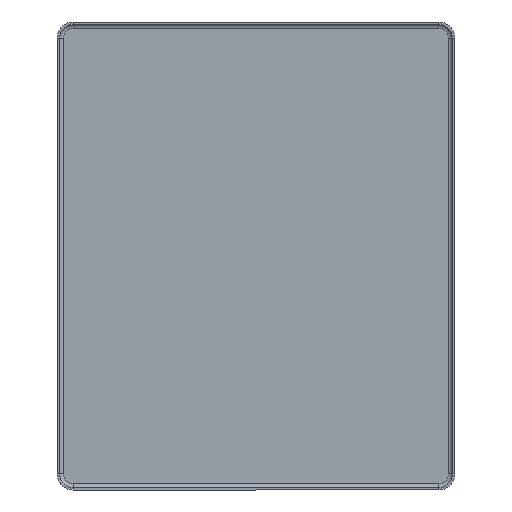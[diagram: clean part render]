
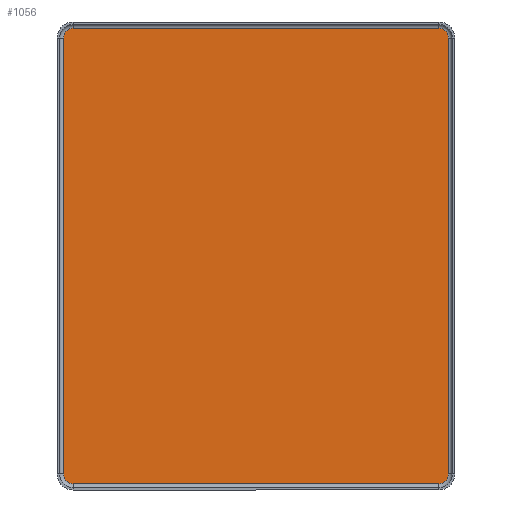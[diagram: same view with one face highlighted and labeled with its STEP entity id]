
A CAD part, front view. The second image highlights one B-rep face of the part: STEP entity #1056.
In plain terms, the highlighted planar face has unit normal (0, -1, 0).
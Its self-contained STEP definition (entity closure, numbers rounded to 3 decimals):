
#24 = DIRECTION ( 'NONE',  ( 0., 0., -1. ) ) ;
#25 = DIRECTION ( 'NONE',  ( 0., 1., 0. ) ) ;
#33 = CIRCLE ( 'NONE', #578, 1.2 ) ;
#49 = DIRECTION ( 'NONE',  ( 0., 1., 0. ) ) ;
#78 = CARTESIAN_POINT ( 'NONE',  ( 24.05, -0.3, -27.25 ) ) ;
#89 = VECTOR ( 'NONE', #456, 1000. ) ;
#96 = DIRECTION ( 'NONE',  ( 0., 0., 1. ) ) ;
#98 = ORIENTED_EDGE ( 'NONE', *, *, #987, .F. ) ;
#99 = VECTOR ( 'NONE', #483, 1000. ) ;
#108 = CARTESIAN_POINT ( 'NONE',  ( 22.85, -0.3, 27.25 ) ) ;
#115 = CIRCLE ( 'NONE', #932, 1.2 ) ;
#117 = LINE ( 'NONE', #727, #570 ) ;
#132 = EDGE_CURVE ( 'NONE', #144, #647, #115, .T. ) ;
#144 = VERTEX_POINT ( 'NONE', #243 ) ;
#149 = ORIENTED_EDGE ( 'NONE', *, *, #132, .F. ) ;
#155 = DIRECTION ( 'NONE',  ( 0., 0., 1. ) ) ;
#172 = EDGE_CURVE ( 'NONE', #527, #489, #714, .T. ) ;
#173 = VERTEX_POINT ( 'NONE', #516 ) ;
#226 = AXIS2_PLACEMENT_3D ( 'NONE', #306, #25, #96 ) ;
#243 = CARTESIAN_POINT ( 'NONE',  ( -24.05, -0.3, 27.25 ) ) ;
#271 = CARTESIAN_POINT ( 'NONE',  ( 22.85, -0.3, 27.25 ) ) ;
#282 = VERTEX_POINT ( 'NONE', #832 ) ;
#299 = CARTESIAN_POINT ( 'NONE',  ( -22.85, -0.3, 28.45 ) ) ;
#306 = CARTESIAN_POINT ( 'NONE',  ( 22.85, -0.3, -27.25 ) ) ;
#318 = AXIS2_PLACEMENT_3D ( 'NONE', #959, #1054, #155 ) ;
#321 = EDGE_LOOP ( 'NONE', ( #98, #518, #149, #520, #1108, #1026, #557, #340 ) ) ;
#340 = ORIENTED_EDGE ( 'NONE', *, *, #620, .F. ) ;
#396 = EDGE_CURVE ( 'NONE', #489, #144, #787, .T. ) ;
#445 = LINE ( 'NONE', #988, #89 ) ;
#456 = DIRECTION ( 'NONE',  ( -1., 0., 0. ) ) ;
#461 = DIRECTION ( 'NONE',  ( 0., 0., 1. ) ) ;
#467 = CARTESIAN_POINT ( 'NONE',  ( -22.85, -0.3, -28.45 ) ) ;
#483 = DIRECTION ( 'NONE',  ( 1., 0., 0. ) ) ;
#489 = VERTEX_POINT ( 'NONE', #818 ) ;
#509 = FACE_OUTER_BOUND ( 'NONE', #321, .T. ) ;
#516 = CARTESIAN_POINT ( 'NONE',  ( 22.85, -0.3, -28.45 ) ) ;
#518 = ORIENTED_EDGE ( 'NONE', *, *, #645, .F. ) ;
#520 = ORIENTED_EDGE ( 'NONE', *, *, #396, .F. ) ;
#527 = VERTEX_POINT ( 'NONE', #467 ) ;
#557 = ORIENTED_EDGE ( 'NONE', *, *, #1120, .F. ) ;
#558 = DIRECTION ( 'NONE',  ( 0., -1., 0. ) ) ;
#568 = DIRECTION ( 'NONE',  ( 0., 0., -1. ) ) ;
#570 = VECTOR ( 'NONE', #24, 1000. ) ;
#578 = AXIS2_PLACEMENT_3D ( 'NONE', #271, #640, #461 ) ;
#595 = EDGE_CURVE ( 'NONE', #173, #527, #445, .T. ) ;
#602 = VECTOR ( 'NONE', #967, 1000. ) ;
#620 = EDGE_CURVE ( 'NONE', #1131, #909, #117, .T. ) ;
#640 = DIRECTION ( 'NONE',  ( 0., 1., 0. ) ) ;
#645 = EDGE_CURVE ( 'NONE', #647, #282, #954, .T. ) ;
#647 = VERTEX_POINT ( 'NONE', #732 ) ;
#684 = DIRECTION ( 'NONE',  ( 0., 0., 1. ) ) ;
#714 = CIRCLE ( 'NONE', #318, 1.2 ) ;
#727 = CARTESIAN_POINT ( 'NONE',  ( 24.05, -0.3, 27.25 ) ) ;
#732 = CARTESIAN_POINT ( 'NONE',  ( -22.85, -0.3, 28.45 ) ) ;
#738 = PLANE ( 'NONE',  #827 ) ;
#787 = LINE ( 'NONE', #980, #602 ) ;
#793 = CIRCLE ( 'NONE', #226, 1.2 ) ;
#818 = CARTESIAN_POINT ( 'NONE',  ( -24.05, -0.3, -27.25 ) ) ;
#827 = AXIS2_PLACEMENT_3D ( 'NONE', #108, #558, #568 ) ;
#832 = CARTESIAN_POINT ( 'NONE',  ( 22.85, -0.3, 28.45 ) ) ;
#860 = CARTESIAN_POINT ( 'NONE',  ( 24.05, -0.3, 27.25 ) ) ;
#909 = VERTEX_POINT ( 'NONE', #78 ) ;
#932 = AXIS2_PLACEMENT_3D ( 'NONE', #1043, #49, #684 ) ;
#954 = LINE ( 'NONE', #299, #99 ) ;
#959 = CARTESIAN_POINT ( 'NONE',  ( -22.85, -0.3, -27.25 ) ) ;
#967 = DIRECTION ( 'NONE',  ( 0., 0., 1. ) ) ;
#980 = CARTESIAN_POINT ( 'NONE',  ( -24.05, -0.3, -27.25 ) ) ;
#987 = EDGE_CURVE ( 'NONE', #282, #1131, #33, .T. ) ;
#988 = CARTESIAN_POINT ( 'NONE',  ( 22.85, -0.3, -28.45 ) ) ;
#1026 = ORIENTED_EDGE ( 'NONE', *, *, #595, .F. ) ;
#1043 = CARTESIAN_POINT ( 'NONE',  ( -22.85, -0.3, 27.25 ) ) ;
#1054 = DIRECTION ( 'NONE',  ( 0., 1., 0. ) ) ;
#1056 = ADVANCED_FACE ( 'NONE', ( #509 ), #738, .T. ) ;
#1108 = ORIENTED_EDGE ( 'NONE', *, *, #172, .F. ) ;
#1120 = EDGE_CURVE ( 'NONE', #909, #173, #793, .T. ) ;
#1131 = VERTEX_POINT ( 'NONE', #860 ) ;
